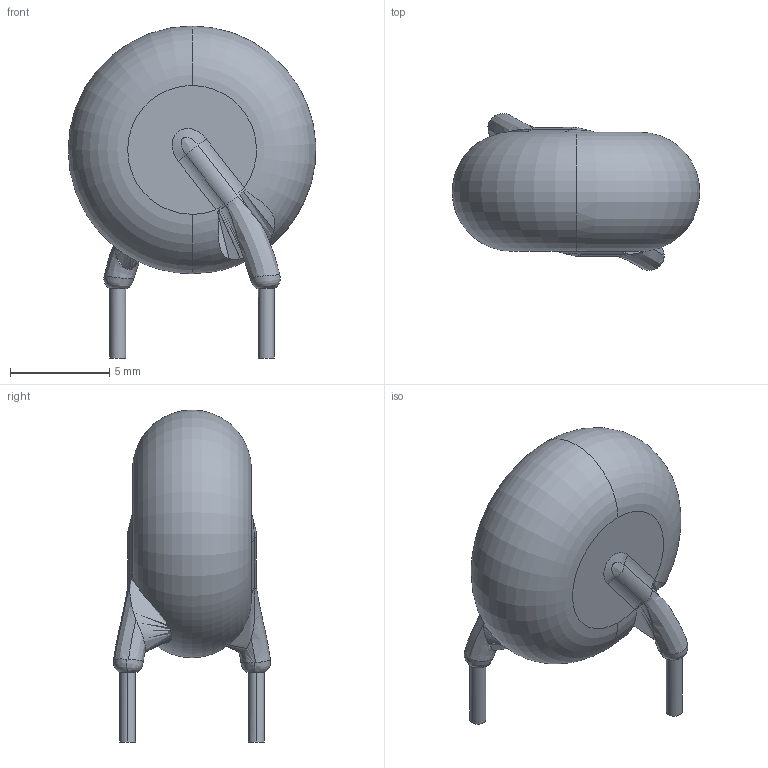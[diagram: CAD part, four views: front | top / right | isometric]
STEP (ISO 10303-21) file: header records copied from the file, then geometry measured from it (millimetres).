
FILE_DESCRIPTION (( 'STEP AP214' ), '1' );
FILE_NAME ('RES-TH_L12.5-W6.5-H16.5-P7.50-D0.7-S6.50.step', '2022-07-28T09:33:05', ( '' ), ( '' ), 'SwSTEP 2.0', 'SolidWorks 2020', '' );
FILE_SCHEMA (( 'AUTOMOTIVE_DESIGN' ));
Length unit declared in the file: millimetre
Products named in the file (1): RES-TH_L12.5-W6.5-H16.5-P7.50-D0.7-S6.50
Bounding box: 12.49 x 7.92 x 16.75 mm (x, y, z)
Volume: 609 mm3; surface area: 470.7 mm2
Topology: 14 solids, 14 shells, 269 faces, 711 edges, 468 vertices
Faces by surface type: plane 139, bspline 118, cylinder 10, torus 2
Entity records: 15663 total; most frequent: CARTESIAN_POINT 6711, ORIENTED_EDGE 1418, DIRECTION 793, EDGE_CURVE 709, VERTEX_POINT 468, LINE 429, VECTOR 429, UNCERTAINTY_MEASURE_WITH_UNIT 285
